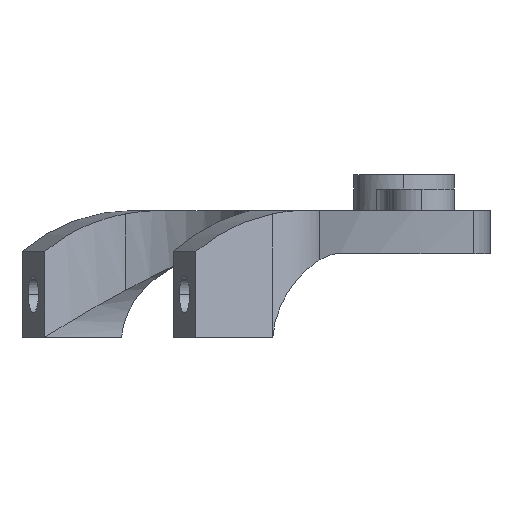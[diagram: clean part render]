
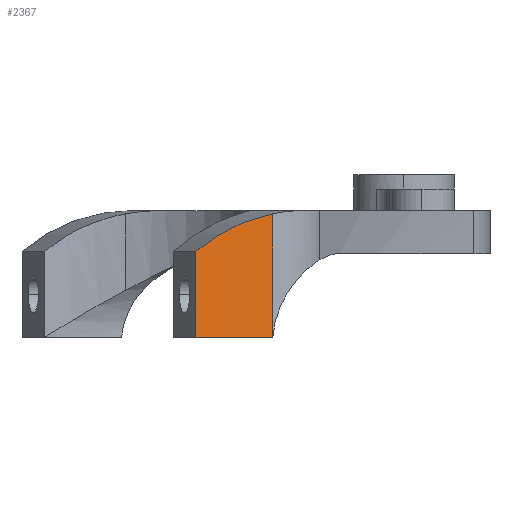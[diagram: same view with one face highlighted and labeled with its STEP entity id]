
A CAD part, left-side view. The second image highlights one B-rep face of the part: STEP entity #2367.
In plain terms, the highlighted planar face has unit normal (-0.959, -0.284, 0).
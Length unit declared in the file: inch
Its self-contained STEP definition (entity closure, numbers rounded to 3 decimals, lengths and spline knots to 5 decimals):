
#94 = VERTEX_POINT ( 'NONE', #716 ) ;
#129 = FACE_OUTER_BOUND ( 'NONE', #2291, .T. ) ;
#153 = DIRECTION ( 'NONE',  ( 0., 0., -1. ) ) ;
#304 = AXIS2_PLACEMENT_3D ( 'NONE', #1937, #1129, #2308 ) ;
#324 = CARTESIAN_POINT ( 'NONE',  ( -3.89373, 1.14215, 0.012 ) ) ;
#360 = LINE ( 'NONE', #1511, #377 ) ;
#377 = VECTOR ( 'NONE', #2344, 39.37008 ) ;
#422 = AXIS2_PLACEMENT_3D ( 'NONE', #1437, #1684, #842 ) ;
#594 = EDGE_CURVE ( 'NONE', #1141, #94, #901, .T. ) ;
#651 = EDGE_CURVE ( 'NONE', #1008, #94, #360, .T. ) ;
#666 = ORIENTED_EDGE ( 'NONE', *, *, #2383, .T. ) ;
#667 = VECTOR ( 'NONE', #153, 39.37008 ) ;
#668 = CARTESIAN_POINT ( 'NONE',  ( -3.26862, -0.96821, -0.46 ) ) ;
#716 = CARTESIAN_POINT ( 'NONE',  ( -3.76877, 0.72027, -0.46 ) ) ;
#842 = DIRECTION ( 'NONE',  ( -0.284, 0.959, 0. ) ) ;
#901 = LINE ( 'NONE', #668, #2487 ) ;
#908 = EDGE_CURVE ( 'NONE', #1978, #1008, #2139, .T. ) ;
#958 = CARTESIAN_POINT ( 'NONE',  ( -3.89373, 1.14215, -0.46 ) ) ;
#1008 = VERTEX_POINT ( 'NONE', #2179 ) ;
#1049 = DIRECTION ( 'NONE',  ( 0.284, -0.959, 0. ) ) ;
#1129 = DIRECTION ( 'NONE',  ( 0.959, 0.284, 0. ) ) ;
#1141 = VERTEX_POINT ( 'NONE', #958 ) ;
#1437 = CARTESIAN_POINT ( 'NONE',  ( -3.71452, 0.53713, -0.76378 ) ) ;
#1511 = CARTESIAN_POINT ( 'NONE',  ( -3.76877, 0.72027, 0.23622 ) ) ;
#1684 = DIRECTION ( 'NONE',  ( 0.959, 0.284, 0. ) ) ;
#1706 = PLANE ( 'NONE',  #304 ) ;
#1890 = ORIENTED_EDGE ( 'NONE', *, *, #594, .T. ) ;
#1899 = LINE ( 'NONE', #2508, #667 ) ;
#1937 = CARTESIAN_POINT ( 'NONE',  ( -3.26862, -0.96821, 0.23622 ) ) ;
#1978 = VERTEX_POINT ( 'NONE', #324 ) ;
#2125 = ORIENTED_EDGE ( 'NONE', *, *, #908, .F. ) ;
#2139 = CIRCLE ( 'NONE', #422, 1. ) ;
#2179 = CARTESIAN_POINT ( 'NONE',  ( -3.76877, 0.72027, 0.21781 ) ) ;
#2291 = EDGE_LOOP ( 'NONE', ( #2125, #666, #1890, #2363 ) ) ;
#2308 = DIRECTION ( 'NONE',  ( -0.284, 0.959, 0. ) ) ;
#2344 = DIRECTION ( 'NONE',  ( 0., 0., -1. ) ) ;
#2363 = ORIENTED_EDGE ( 'NONE', *, *, #651, .F. ) ;
#2367 = ADVANCED_FACE ( 'NONE', ( #129 ), #1706, .F. ) ;
#2383 = EDGE_CURVE ( 'NONE', #1978, #1141, #1899, .T. ) ;
#2487 = VECTOR ( 'NONE', #1049, 39.37008 ) ;
#2508 = CARTESIAN_POINT ( 'NONE',  ( -3.89373, 1.14215, 0.23622 ) ) ;
